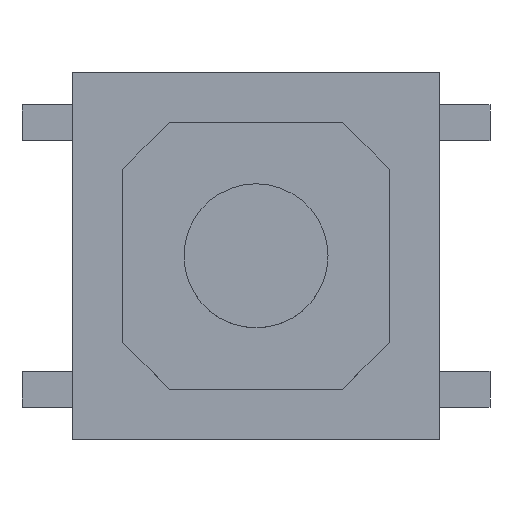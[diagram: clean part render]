
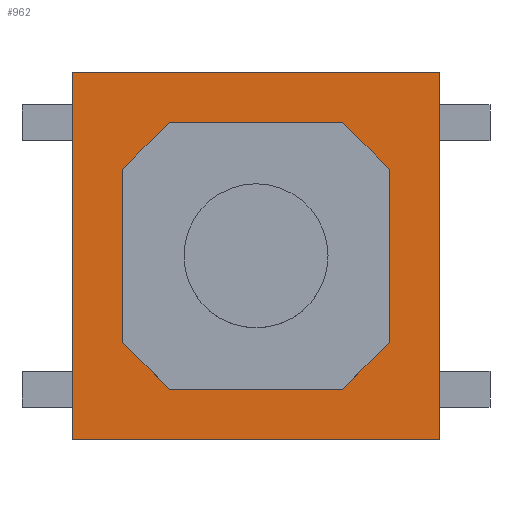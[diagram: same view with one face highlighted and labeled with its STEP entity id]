
A CAD part, top view. The second image highlights one B-rep face of the part: STEP entity #962.
In plain terms, the highlighted planar face has unit normal (0, 0, 1).
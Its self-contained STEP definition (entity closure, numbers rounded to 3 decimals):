
#63 = EDGE_CURVE('',#64,#66,#68,.T.);
#64 = VERTEX_POINT('',#65);
#65 = CARTESIAN_POINT('',(-1.85,1.205,0.9));
#66 = VERTEX_POINT('',#67);
#67 = CARTESIAN_POINT('',(-1.205,1.85,0.9));
#68 = LINE('',#69,#70);
#69 = CARTESIAN_POINT('',(-1.367,1.689,0.9));
#70 = VECTOR('',#71,1.);
#71 = DIRECTION('',(0.707,0.707,0.));
#103 = EDGE_CURVE('',#104,#64,#106,.T.);
#104 = VERTEX_POINT('',#105);
#105 = CARTESIAN_POINT('',(-1.85,-1.205,0.9));
#106 = LINE('',#107,#108);
#107 = CARTESIAN_POINT('',(-1.85,0.603,0.9));
#108 = VECTOR('',#109,1.);
#109 = DIRECTION('',(0.,1.,0.));
#134 = EDGE_CURVE('',#135,#104,#137,.T.);
#135 = VERTEX_POINT('',#136);
#136 = CARTESIAN_POINT('',(-1.205,-1.85,0.9));
#137 = LINE('',#138,#139);
#138 = CARTESIAN_POINT('',(-1.689,-1.367,0.9));
#139 = VECTOR('',#140,1.);
#140 = DIRECTION('',(-0.707,0.707,0.)
  );
#165 = EDGE_CURVE('',#166,#135,#168,.T.);
#166 = VERTEX_POINT('',#167);
#167 = CARTESIAN_POINT('',(1.205,-1.85,0.9));
#168 = LINE('',#169,#170);
#169 = CARTESIAN_POINT('',(-0.603,-1.85,0.9));
#170 = VECTOR('',#171,1.);
#171 = DIRECTION('',(-1.,0.,0.));
#196 = EDGE_CURVE('',#66,#197,#199,.T.);
#197 = VERTEX_POINT('',#198);
#198 = CARTESIAN_POINT('',(1.205,1.85,0.9));
#199 = LINE('',#200,#201);
#200 = CARTESIAN_POINT('',(0.603,1.85,0.9));
#201 = VECTOR('',#202,1.);
#202 = DIRECTION('',(1.,0.,0.));
#227 = EDGE_CURVE('',#197,#228,#230,.T.);
#228 = VERTEX_POINT('',#229);
#229 = CARTESIAN_POINT('',(1.85,1.205,0.9));
#230 = LINE('',#231,#232);
#231 = CARTESIAN_POINT('',(1.689,1.367,0.9));
#232 = VECTOR('',#233,1.);
#233 = DIRECTION('',(0.707,-0.707,0.)
  );
#258 = EDGE_CURVE('',#228,#259,#261,.T.);
#259 = VERTEX_POINT('',#260);
#260 = CARTESIAN_POINT('',(1.85,-1.205,0.9));
#261 = LINE('',#262,#263);
#262 = CARTESIAN_POINT('',(1.85,-0.603,0.9));
#263 = VECTOR('',#264,1.);
#264 = DIRECTION('',(0.,-1.,0.));
#289 = EDGE_CURVE('',#259,#166,#290,.T.);
#290 = LINE('',#291,#292);
#291 = CARTESIAN_POINT('',(1.367,-1.689,0.9));
#292 = VECTOR('',#293,1.);
#293 = DIRECTION('',(-0.707,-0.707,0.
    ));
#817 = VERTEX_POINT('',#818);
#818 = CARTESIAN_POINT('',(2.55,-2.55,0.9));
#824 = EDGE_CURVE('',#825,#817,#827,.T.);
#825 = VERTEX_POINT('',#826);
#826 = CARTESIAN_POINT('',(-2.55,-2.55,0.9));
#827 = LINE('',#828,#829);
#828 = CARTESIAN_POINT('',(2.55,-2.55,0.9));
#829 = VECTOR('',#830,1.);
#830 = DIRECTION('',(1.,0.,0.));
#863 = EDGE_CURVE('',#864,#825,#866,.T.);
#864 = VERTEX_POINT('',#865);
#865 = CARTESIAN_POINT('',(-2.55,2.55,0.9));
#866 = LINE('',#867,#868);
#867 = CARTESIAN_POINT('',(-2.55,-2.55,0.9));
#868 = VECTOR('',#869,1.);
#869 = DIRECTION('',(-0.,-1.,0.));
#904 = EDGE_CURVE('',#905,#864,#907,.T.);
#905 = VERTEX_POINT('',#906);
#906 = CARTESIAN_POINT('',(2.55,2.55,0.9));
#907 = LINE('',#908,#909);
#908 = CARTESIAN_POINT('',(-2.55,2.55,0.9));
#909 = VECTOR('',#910,1.);
#910 = DIRECTION('',(-1.,0.,0.));
#934 = EDGE_CURVE('',#817,#905,#935,.T.);
#935 = LINE('',#936,#937);
#936 = CARTESIAN_POINT('',(2.55,2.55,0.9));
#937 = VECTOR('',#938,1.);
#938 = DIRECTION('',(0.,1.,0.));
#962 = ADVANCED_FACE('',(#963,#969),#979,.T.);
#963 = FACE_BOUND('',#964,.T.);
#964 = EDGE_LOOP('',(#965,#966,#967,#968));
#965 = ORIENTED_EDGE('',*,*,#934,.T.);
#966 = ORIENTED_EDGE('',*,*,#904,.T.);
#967 = ORIENTED_EDGE('',*,*,#863,.T.);
#968 = ORIENTED_EDGE('',*,*,#824,.T.);
#969 = FACE_BOUND('',#970,.T.);
#970 = EDGE_LOOP('',(#971,#972,#973,#974,#975,#976,#977,#978));
#971 = ORIENTED_EDGE('',*,*,#165,.T.);
#972 = ORIENTED_EDGE('',*,*,#134,.T.);
#973 = ORIENTED_EDGE('',*,*,#103,.T.);
#974 = ORIENTED_EDGE('',*,*,#63,.T.);
#975 = ORIENTED_EDGE('',*,*,#196,.T.);
#976 = ORIENTED_EDGE('',*,*,#227,.T.);
#977 = ORIENTED_EDGE('',*,*,#258,.T.);
#978 = ORIENTED_EDGE('',*,*,#289,.T.);
#979 = PLANE('',#980);
#980 = AXIS2_PLACEMENT_3D('',#981,#982,#983);
#981 = CARTESIAN_POINT('',(0.,0.,0.9));
#982 = DIRECTION('',(0.,0.,1.));
#983 = DIRECTION('',(1.,0.,0.));
